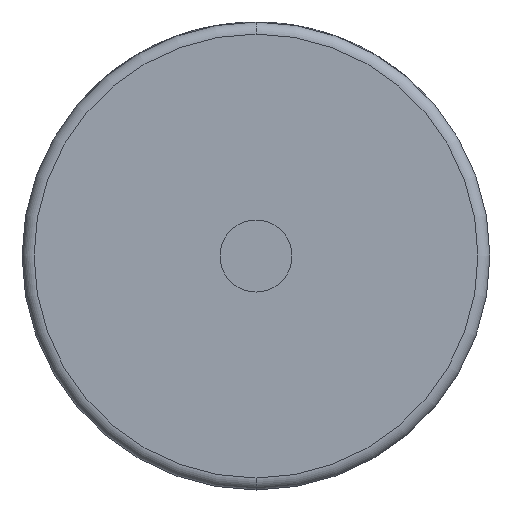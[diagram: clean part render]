
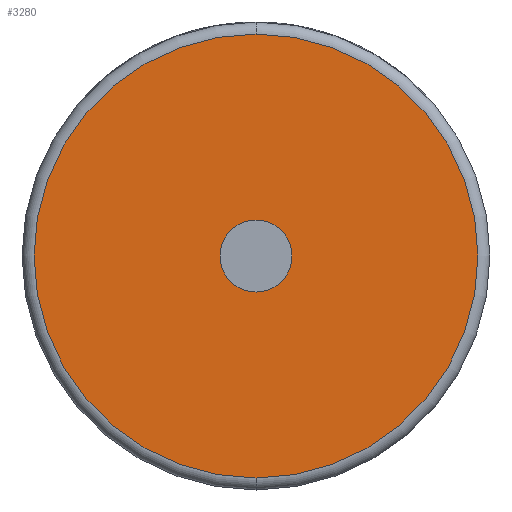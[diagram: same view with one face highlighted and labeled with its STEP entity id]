
A CAD part, front view. The second image highlights one B-rep face of the part: STEP entity #3280.
In plain terms, the highlighted planar face has unit normal (0, -1, 0).
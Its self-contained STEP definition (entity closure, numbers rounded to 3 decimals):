
#4 = DIRECTION ( 'NONE',  ( 0., 0., 1. ) ) ;
#220 = CARTESIAN_POINT ( 'NONE',  ( 0., 0., 37. ) ) ;
#392 = EDGE_CURVE ( 'NONE', #2228, #4108, #2976, .T. ) ;
#438 = DIRECTION ( 'NONE',  ( 0., -1., 0. ) ) ;
#618 = CIRCLE ( 'NONE', #761, 6. ) ;
#662 = CIRCLE ( 'NONE', #2846, 6. ) ;
#705 = AXIS2_PLACEMENT_3D ( 'NONE', #4180, #1868, #2208 ) ;
#761 = AXIS2_PLACEMENT_3D ( 'NONE', #2491, #1544, #2026 ) ;
#867 = ORIENTED_EDGE ( 'NONE', *, *, #3523, .T. ) ;
#885 = FACE_OUTER_BOUND ( 'NONE', #4331, .T. ) ;
#928 = VERTEX_POINT ( 'NONE', #2866 ) ;
#1458 = EDGE_LOOP ( 'NONE', ( #3949, #4129 ) ) ;
#1544 = DIRECTION ( 'NONE',  ( 0., -1., 0. ) ) ;
#1652 = CARTESIAN_POINT ( 'NONE',  ( 0., 0., 0. ) ) ;
#1819 = CARTESIAN_POINT ( 'NONE',  ( 0., 0., -37. ) ) ;
#1840 = PLANE ( 'NONE',  #705 ) ;
#1868 = DIRECTION ( 'NONE',  ( 0., 1., 0. ) ) ;
#1922 = ORIENTED_EDGE ( 'NONE', *, *, #392, .T. ) ;
#2012 = DIRECTION ( 'NONE',  ( 0., -1., 0. ) ) ;
#2026 = DIRECTION ( 'NONE',  ( 0., 0., 1. ) ) ;
#2069 = CARTESIAN_POINT ( 'NONE',  ( 0., 0., 6. ) ) ;
#2208 = DIRECTION ( 'NONE',  ( 0., 0., 1. ) ) ;
#2228 = VERTEX_POINT ( 'NONE', #1819 ) ;
#2373 = FACE_BOUND ( 'NONE', #1458, .T. ) ;
#2491 = CARTESIAN_POINT ( 'NONE',  ( 0., 0., 0. ) ) ;
#2597 = AXIS2_PLACEMENT_3D ( 'NONE', #2998, #2012, #3991 ) ;
#2682 = DIRECTION ( 'NONE',  ( 0., -1., 0. ) ) ;
#2786 = DIRECTION ( 'NONE',  ( 0., 0., 1. ) ) ;
#2846 = AXIS2_PLACEMENT_3D ( 'NONE', #1652, #2682, #4 ) ;
#2866 = CARTESIAN_POINT ( 'NONE',  ( 0., 0., -6. ) ) ;
#2976 = CIRCLE ( 'NONE', #4264, 37. ) ;
#2998 = CARTESIAN_POINT ( 'NONE',  ( 0., 0., 0. ) ) ;
#3280 = ADVANCED_FACE ( 'NONE', ( #885, #2373 ), #1840, .F. ) ;
#3315 = CIRCLE ( 'NONE', #2597, 37. ) ;
#3451 = CARTESIAN_POINT ( 'NONE',  ( 0., 0., 0. ) ) ;
#3523 = EDGE_CURVE ( 'NONE', #4108, #2228, #3315, .T. ) ;
#3727 = EDGE_CURVE ( 'NONE', #928, #4288, #618, .T. ) ;
#3949 = ORIENTED_EDGE ( 'NONE', *, *, #4238, .F. ) ;
#3991 = DIRECTION ( 'NONE',  ( 0., 0., 1. ) ) ;
#4108 = VERTEX_POINT ( 'NONE', #220 ) ;
#4129 = ORIENTED_EDGE ( 'NONE', *, *, #3727, .F. ) ;
#4180 = CARTESIAN_POINT ( 'NONE',  ( 0., 0., 0. ) ) ;
#4238 = EDGE_CURVE ( 'NONE', #4288, #928, #662, .T. ) ;
#4264 = AXIS2_PLACEMENT_3D ( 'NONE', #3451, #438, #2786 ) ;
#4288 = VERTEX_POINT ( 'NONE', #2069 ) ;
#4331 = EDGE_LOOP ( 'NONE', ( #867, #1922 ) ) ;
